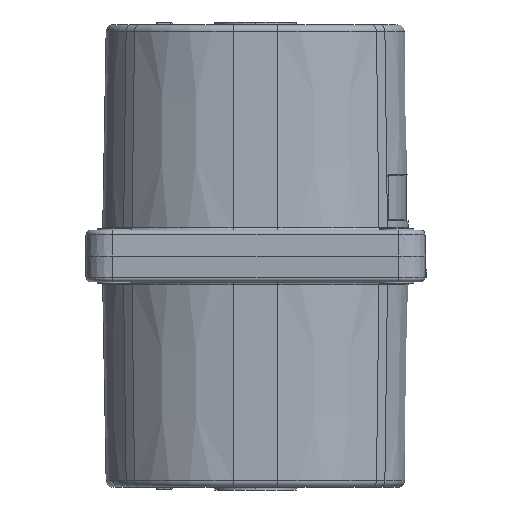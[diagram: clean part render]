
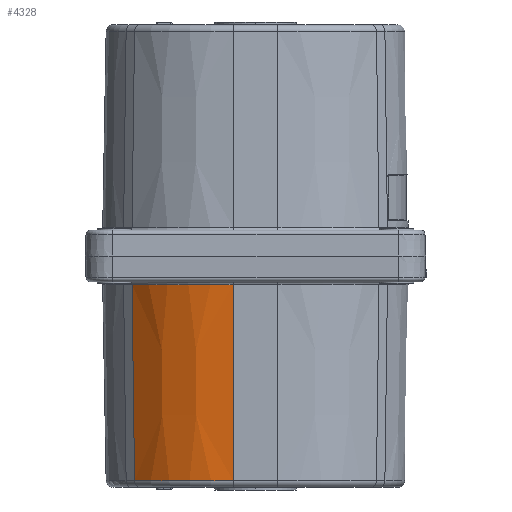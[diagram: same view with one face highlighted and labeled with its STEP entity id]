
A CAD part, front view. The second image highlights one B-rep face of the part: STEP entity #4328.
In plain terms, the highlighted conical face has half-angle 1 degrees and reference radius 100 mm.
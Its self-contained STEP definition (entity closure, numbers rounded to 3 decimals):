
#1222 = ORIENTED_EDGE ( 'NONE', *, *, #13206, .F. ) ;
#1223 = ORIENTED_EDGE ( 'NONE', *, *, #13036, .T. ) ;
#1224 = ORIENTED_EDGE ( 'NONE', *, *, #13176, .T. ) ;
#1227 = ORIENTED_EDGE ( 'NONE', *, *, #13202, .T. ) ;
#1423 = EDGE_LOOP ( 'NONE', ( #1222, #1223, #1224, #1227 ) ) ;
#2718 = AXIS2_PLACEMENT_3D ( 'NONE', #17711, #17713, #17714 ) ;
#2938 = AXIS2_PLACEMENT_3D ( 'NONE', #15344, #15472, #15473 ) ;
#3257 = CARTESIAN_POINT ( 'NONE',  ( -16.464, 20., -19. ) ) ;
#3259 = DIRECTION ( 'NONE',  ( 0., 0., 1. ) ) ;
#3262 = DIRECTION ( 'NONE',  ( -1., 0., 0. ) ) ;
#3993 = VERTEX_POINT ( 'NONE', #5356 ) ;
#3998 = VERTEX_POINT ( 'NONE', #5351 ) ;
#3999 = VERTEX_POINT ( 'NONE', #5350 ) ;
#4123 = VERTEX_POINT ( 'NONE', #5628 ) ;
#4328 = ADVANCED_FACE ( 'NONE', ( #8336 ), #8329, .T. ) ;
#4728 = VECTOR ( 'NONE', #16020, 1000. ) ;
#4732 = LINE ( 'NONE', #16021, #4728 ) ;
#5350 = CARTESIAN_POINT ( 'NONE',  ( -88.898, -45.191, -165.087 ) ) ;
#5351 = CARTESIAN_POINT ( 'NONE',  ( -16.464, -77.45, -165.087 ) ) ;
#5356 = CARTESIAN_POINT ( 'NONE',  ( -16.464, -79.966, -20.965 ) ) ;
#5628 = CARTESIAN_POINT ( 'NONE',  ( -90.768, -46.874, -20.965 ) ) ;
#8329 = CONICAL_SURFACE ( 'NONE', #13470, 100., 0.017 ) ;
#8336 = FACE_OUTER_BOUND ( 'NONE', #1423, .T. ) ;
#13036 = EDGE_CURVE ( 'NONE', #3999, #3998, #14287, .T. ) ;
#13176 = EDGE_CURVE ( 'NONE', #3998, #3993, #4732, .T. ) ;
#13202 = EDGE_CURVE ( 'NONE', #3993, #4123, #13663, .T. ) ;
#13206 = EDGE_CURVE ( 'NONE', #3999, #4123, #13660, .T. ) ;
#13470 = AXIS2_PLACEMENT_3D ( 'NONE', #3257, #3259, #3262 ) ;
#13660 = LINE ( 'NONE', #15474, #13665 ) ;
#13663 = CIRCLE ( 'NONE', #2938, 99.966 ) ;
#13665 = VECTOR ( 'NONE', #15475, 1000. ) ;
#14287 = CIRCLE ( 'NONE', #2718, 97.45 ) ;
#15344 = CARTESIAN_POINT ( 'NONE',  ( -16.464, 20., -20.965 ) ) ;
#15472 = DIRECTION ( 'NONE',  ( 0., 0., -1. ) ) ;
#15473 = DIRECTION ( 'NONE',  ( 1., 0., 0. ) ) ;
#15474 = CARTESIAN_POINT ( 'NONE',  ( -90.793, -46.896, -19. ) ) ;
#15475 = DIRECTION ( 'NONE',  ( -0.013, -0.012, 1. ) ) ;
#16020 = DIRECTION ( 'NONE',  ( 0., -0.017, 1. ) ) ;
#16021 = CARTESIAN_POINT ( 'NONE',  ( -16.464, -80., -19. ) ) ;
#17711 = CARTESIAN_POINT ( 'NONE',  ( -16.464, 20., -165.087 ) ) ;
#17713 = DIRECTION ( 'NONE',  ( 0., 0., 1. ) ) ;
#17714 = DIRECTION ( 'NONE',  ( 1., 0., 0. ) ) ;
